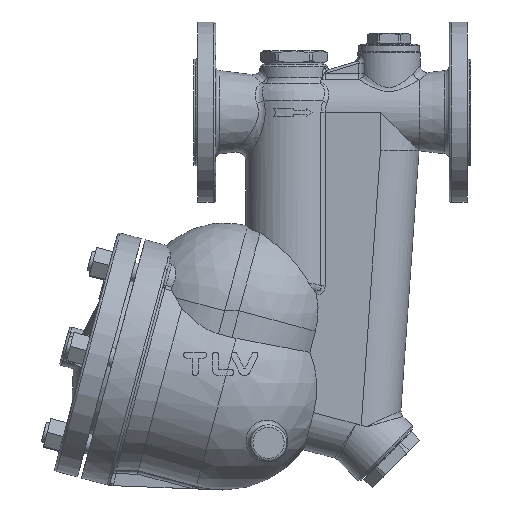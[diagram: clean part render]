
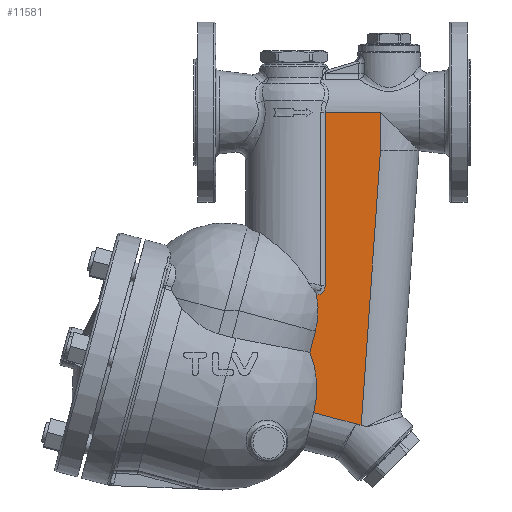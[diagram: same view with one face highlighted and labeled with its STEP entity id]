
A CAD part, front view. The second image highlights one B-rep face of the part: STEP entity #11581.
In plain terms, the highlighted planar face has unit normal (0, -1, 0).
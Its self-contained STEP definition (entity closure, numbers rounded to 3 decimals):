
#9046=CARTESIAN_POINT('',(16.434,-32.0,-249.596));
#9047=VERTEX_POINT('',#9046);
#9055=CARTESIAN_POINT('',(13.192,-32.0,-199.485));
#9056=VERTEX_POINT('',#9055);
#9057=CARTESIAN_POINT('',(-59.203,-32.0,-229.329));
#9058=DIRECTION('',(0.0,1.0,0.0));
#9059=DIRECTION('',(0.0,0.0,1.0));
#9060=AXIS2_PLACEMENT_3D('',#9057,#9058,#9059);
#9061=CIRCLE('',#9060,78.305);
#9062=EDGE_CURVE('',#9056,#9047,#9061,.T.);
#11179=CARTESIAN_POINT('',(17.882,-32.0,-181.982));
#11180=VERTEX_POINT('',#11179);
#11188=CARTESIAN_POINT('',(18.876,-32.,-152.299));
#11189=VERTEX_POINT('',#11188);
#11190=CARTESIAN_POINT('',(-45.495,-32.0,-165.));
#11191=DIRECTION('',(0.0,1.0,0.0));
#11192=DIRECTION('',(0.0,0.0,1.0));
#11193=AXIS2_PLACEMENT_3D('',#11190,#11191,#11192);
#11194=CIRCLE('',#11193,65.612);
#11195=EDGE_CURVE('',#11189,#11180,#11194,.T.);
#11241=CARTESIAN_POINT('',(17.882,-32.0,-181.982));
#11242=DIRECTION('',(-0.259,0.0,-0.966));
#11243=VECTOR('',#11242,18.121);
#11244=LINE('',#11241,#11243);
#11245=EDGE_CURVE('',#11180,#9056,#11244,.T.);
#11474=CARTESIAN_POINT('',(25.923,-32.0,-144.253));
#11475=VERTEX_POINT('',#11474);
#11476=CARTESIAN_POINT('',(18.876,-32.,-152.299));
#11477=CARTESIAN_POINT('',(18.94,-32.,-152.28));
#11478=CARTESIAN_POINT('',(19.284,-32.,-152.178));
#11479=CARTESIAN_POINT('',(20.185,-32.,-151.891));
#11480=CARTESIAN_POINT('',(21.191,-32.,-151.506));
#11481=CARTESIAN_POINT('',(22.239,-32.,-150.982));
#11482=CARTESIAN_POINT('',(22.745,-32.,-150.668));
#11483=CARTESIAN_POINT('',(23.069,-32.,-150.425));
#11484=CARTESIAN_POINT('',(23.089,-32.,-150.411));
#11485=CARTESIAN_POINT('',(23.113,-32.,-150.392));
#11486=CARTESIAN_POINT('',(23.143,-32.,-150.37));
#11487=CARTESIAN_POINT('',(23.201,-32.,-150.325));
#11488=CARTESIAN_POINT('',(23.287,-32.,-150.256));
#11489=CARTESIAN_POINT('',(23.4,-32.,-150.162));
#11490=CARTESIAN_POINT('',(23.622,-32.,-149.969));
#11491=CARTESIAN_POINT('',(23.867,-32.,-149.731));
#11492=CARTESIAN_POINT('',(24.13,-32.,-149.44));
#11493=CARTESIAN_POINT('',(24.349,-32.,-149.175));
#11494=CARTESIAN_POINT('',(24.582,-32.,-148.857));
#11495=CARTESIAN_POINT('',(24.822,-32.,-148.483));
#11496=CARTESIAN_POINT('',(25.001,-32.,-148.16));
#11497=CARTESIAN_POINT('',(25.133,-32.,-147.896));
#11498=CARTESIAN_POINT('',(25.44,-32.,-147.229));
#11499=CARTESIAN_POINT('',(25.813,-32.,-146.025));
#11500=CARTESIAN_POINT('',(25.923,-32.0,-144.839));
#11501=CARTESIAN_POINT('',(25.923,-32.0,-144.253));
#11502=B_SPLINE_CURVE_WITH_KNOTS('',3,(#11476,#11477,#11478,#11479,#11480,#11481,#11482,#11483,#11484,#11485,#11486,#11487,#11488,#11489,#11490,#11491,#11492,#11493,#11494,#11495,#11496,#11497,#11498,#11499,#11500,#11501),.UNSPECIFIED.,.F.,.U.,(4,1,1,1,1,1,1,1,1,1,1,1,1,1,1,1,1,1,1,1,1,1,1,4),(-1.162,-1.143,-1.055,-0.879,-0.82,-0.703,-0.701,-0.699,-0.696,-0.692,-0.688,-0.674,-0.659,-0.645,-0.586,-0.557,-0.527,-0.483,-0.439,-0.395,-0.374,-0.352,-0.176,0.0),.UNSPECIFIED.);
#11503=EDGE_CURVE('',#11189,#11475,#11502,.T.);
#11516=CARTESIAN_POINT('',(41.554,-32.0,-141.461));
#11517=DIRECTION('',(0.0,1.0,0.0));
#11518=DIRECTION('',(0.0,0.0,1.0));
#11519=AXIS2_PLACEMENT_3D('',#11516,#11517,#11518);
#11520=PLANE('',#11519);
#11521=ORIENTED_EDGE('',*,*,#9062,.T.);
#11522=CARTESIAN_POINT('',(51.708,-32.,-259.047));
#11523=VERTEX_POINT('',#11522);
#11524=CARTESIAN_POINT('',(51.708,-32.,-259.047));
#11525=DIRECTION('',(-0.966,0.,0.259));
#11526=VECTOR('',#11525,36.518);
#11527=LINE('',#11524,#11526);
#11528=EDGE_CURVE('',#11523,#9047,#11527,.T.);
#11529=ORIENTED_EDGE('',*,*,#11528,.F.);
#11530=CARTESIAN_POINT('',(52.844,-32.,-259.352));
#11531=VERTEX_POINT('',#11530);
#11532=CARTESIAN_POINT('',(52.844,-32.,-259.352));
#11533=DIRECTION('',(-0.966,0.,0.259));
#11534=VECTOR('',#11533,1.177);
#11535=LINE('',#11532,#11534);
#11536=EDGE_CURVE('',#11531,#11523,#11535,.T.);
#11537=ORIENTED_EDGE('',*,*,#11536,.F.);
#11538=CARTESIAN_POINT('',(55.965,-32.0,-260.188));
#11539=VERTEX_POINT('',#11538);
#11540=CARTESIAN_POINT('',(55.965,-32.0,-260.188));
#11541=DIRECTION('',(-0.966,0.,0.259));
#11542=VECTOR('',#11541,3.231);
#11543=LINE('',#11540,#11542);
#11544=EDGE_CURVE('',#11539,#11531,#11543,.T.);
#11545=ORIENTED_EDGE('',*,*,#11544,.F.);
#11546=CARTESIAN_POINT('',(71.922,-32.0,-32.));
#11547=VERTEX_POINT('',#11546);
#11548=CARTESIAN_POINT('',(71.922,-32.0,-32.));
#11549=DIRECTION('',(-0.07,0.0,-0.998));
#11550=VECTOR('',#11549,228.745);
#11551=LINE('',#11548,#11550);
#11552=EDGE_CURVE('',#11547,#11539,#11551,.T.);
#11553=ORIENTED_EDGE('',*,*,#11552,.F.);
#11554=CARTESIAN_POINT('',(71.922,-32.0,0.0));
#11555=VERTEX_POINT('',#11554);
#11556=CARTESIAN_POINT('',(71.922,-32.0,-32.));
#11557=DIRECTION('',(0.0,0.0,1.0));
#11558=VECTOR('',#11557,32.);
#11559=LINE('',#11556,#11558);
#11560=EDGE_CURVE('',#11547,#11555,#11559,.T.);
#11561=ORIENTED_EDGE('',*,*,#11560,.T.);
#11562=CARTESIAN_POINT('',(25.923,-32.0,0.0));
#11563=VERTEX_POINT('',#11562);
#11564=CARTESIAN_POINT('',(71.922,-32.0,0.0));
#11565=DIRECTION('',(-1.0,0.0,0.0));
#11566=VECTOR('',#11565,45.999);
#11567=LINE('',#11564,#11566);
#11568=EDGE_CURVE('',#11555,#11563,#11567,.T.);
#11569=ORIENTED_EDGE('',*,*,#11568,.T.);
#11570=CARTESIAN_POINT('',(25.923,-32.0,-144.253));
#11571=DIRECTION('',(0.0,0.0,1.0));
#11572=VECTOR('',#11571,144.253);
#11573=LINE('',#11570,#11572);
#11574=EDGE_CURVE('',#11475,#11563,#11573,.T.);
#11575=ORIENTED_EDGE('',*,*,#11574,.F.);
#11576=ORIENTED_EDGE('',*,*,#11503,.F.);
#11577=ORIENTED_EDGE('',*,*,#11195,.T.);
#11578=ORIENTED_EDGE('',*,*,#11245,.T.);
#11579=EDGE_LOOP('',(#11521,#11529,#11537,#11545,#11553,#11561,#11569,#11575,#11576,#11577,#11578));
#11580=FACE_OUTER_BOUND('',#11579,.T.);
#11581=ADVANCED_FACE('',(#11580),#11520,.F.);
